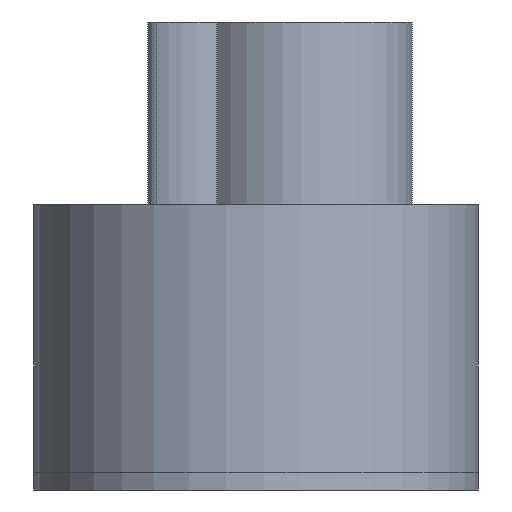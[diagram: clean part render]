
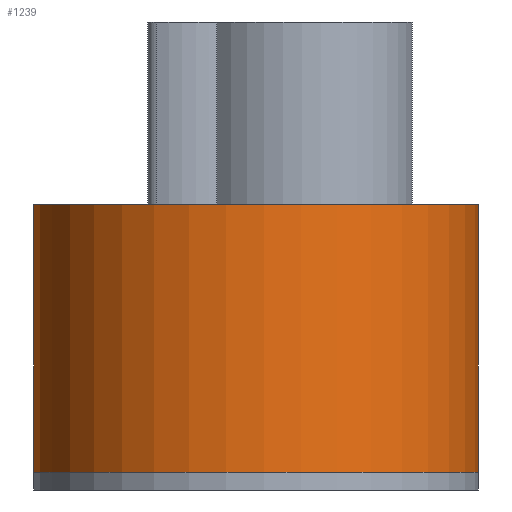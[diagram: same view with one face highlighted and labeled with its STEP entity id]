
A CAD part, front view. The second image highlights one B-rep face of the part: STEP entity #1239.
In plain terms, the highlighted cylindrical face has radius 50 mm (diameter 100 mm), a partial arc.
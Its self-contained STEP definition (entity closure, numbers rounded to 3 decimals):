
#824 = VERTEX_POINT('',#825);
#825 = CARTESIAN_POINT('',(-6.812,-16.445,4.));
#844 = CYLINDRICAL_SURFACE('',#845,50.);
#845 = AXIS2_PLACEMENT_3D('',#846,#847,#848);
#846 = CARTESIAN_POINT('',(15.514,-61.184,0.));
#847 = DIRECTION('',(-0.,-0.,-1.));
#848 = DIRECTION('',(1.,0.,0.));
#873 = CYLINDRICAL_SURFACE('',#874,17.8);
#874 = AXIS2_PLACEMENT_3D('',#875,#876,#877);
#875 = CARTESIAN_POINT('',(0.,0.,4.));
#876 = DIRECTION('',(-0.,-0.,-1.));
#877 = DIRECTION('',(1.,0.,0.));
#973 = EDGE_CURVE('',#824,#974,#976,.T.);
#974 = VERTEX_POINT('',#975);
#975 = CARTESIAN_POINT('',(42.087,-18.83,4.));
#976 = SURFACE_CURVE('',#977,(#982,#989),.PCURVE_S1.);
#977 = CIRCLE('',#978,50.);
#978 = AXIS2_PLACEMENT_3D('',#979,#980,#981);
#979 = CARTESIAN_POINT('',(15.514,-61.184,4.));
#980 = DIRECTION('',(0.,0.,1.));
#981 = DIRECTION('',(1.,0.,0.));
#982 = PCURVE('',#844,#983);
#983 = DEFINITIONAL_REPRESENTATION('',(#984),#988);
#984 = LINE('',#985,#986);
#985 = CARTESIAN_POINT('',(-0.,-4.));
#986 = VECTOR('',#987,1.);
#987 = DIRECTION('',(-1.,0.));
#988 = ( GEOMETRIC_REPRESENTATION_CONTEXT(2) 
PARAMETRIC_REPRESENTATION_CONTEXT() REPRESENTATION_CONTEXT('2D SPACE',''
  ) );
#989 = PCURVE('',#990,#995);
#990 = CYLINDRICAL_SURFACE('',#991,50.);
#991 = AXIS2_PLACEMENT_3D('',#992,#993,#994);
#992 = CARTESIAN_POINT('',(15.514,-61.184,4.));
#993 = DIRECTION('',(-0.,-0.,-1.));
#994 = DIRECTION('',(1.,0.,0.));
#995 = DEFINITIONAL_REPRESENTATION('',(#996),#1000);
#996 = LINE('',#997,#998);
#997 = CARTESIAN_POINT('',(-0.,0.));
#998 = VECTOR('',#999,1.);
#999 = DIRECTION('',(-1.,0.));
#1000 = ( GEOMETRIC_REPRESENTATION_CONTEXT(2) 
PARAMETRIC_REPRESENTATION_CONTEXT() REPRESENTATION_CONTEXT('2D SPACE',''
  ) );
#1090 = CYLINDRICAL_SURFACE('',#1091,25.);
#1091 = AXIS2_PLACEMENT_3D('',#1092,#1093,#1094);
#1092 = CARTESIAN_POINT('',(25.642,0.,4.));
#1093 = DIRECTION('',(-0.,-0.,-1.));
#1094 = DIRECTION('',(1.,0.,0.));
#1134 = EDGE_CURVE('',#824,#1135,#1137,.T.);
#1135 = VERTEX_POINT('',#1136);
#1136 = CARTESIAN_POINT('',(-6.812,-16.445,64.));
#1137 = SURFACE_CURVE('',#1138,(#1142,#1149),.PCURVE_S1.);
#1138 = LINE('',#1139,#1140);
#1139 = CARTESIAN_POINT('',(-6.812,-16.445,4.));
#1140 = VECTOR('',#1141,1.);
#1141 = DIRECTION('',(0.,0.,1.));
#1142 = PCURVE('',#873,#1143);
#1143 = DEFINITIONAL_REPRESENTATION('',(#1144),#1148);
#1144 = LINE('',#1145,#1146);
#1145 = CARTESIAN_POINT('',(-4.32,0.));
#1146 = VECTOR('',#1147,1.);
#1147 = DIRECTION('',(-0.,-1.));
#1148 = ( GEOMETRIC_REPRESENTATION_CONTEXT(2) 
PARAMETRIC_REPRESENTATION_CONTEXT() REPRESENTATION_CONTEXT('2D SPACE',''
  ) );
#1149 = PCURVE('',#990,#1150);
#1150 = DEFINITIONAL_REPRESENTATION('',(#1151),#1155);
#1151 = LINE('',#1152,#1153);
#1152 = CARTESIAN_POINT('',(-2.034,0.));
#1153 = VECTOR('',#1154,1.);
#1154 = DIRECTION('',(-0.,-1.));
#1155 = ( GEOMETRIC_REPRESENTATION_CONTEXT(2) 
PARAMETRIC_REPRESENTATION_CONTEXT() REPRESENTATION_CONTEXT('2D SPACE',''
  ) );
#1174 = PLANE('',#1175);
#1175 = AXIS2_PLACEMENT_3D('',#1176,#1177,#1178);
#1176 = CARTESIAN_POINT('',(15.116,-66.534,64.));
#1177 = DIRECTION('',(0.,0.,1.));
#1178 = DIRECTION('',(1.,0.,0.));
#1239 = ADVANCED_FACE('',(#1240),#990,.T.);
#1240 = FACE_BOUND('',#1241,.F.);
#1241 = EDGE_LOOP('',(#1242,#1243,#1267,#1288));
#1242 = ORIENTED_EDGE('',*,*,#1134,.T.);
#1243 = ORIENTED_EDGE('',*,*,#1244,.T.);
#1244 = EDGE_CURVE('',#1135,#1245,#1247,.T.);
#1245 = VERTEX_POINT('',#1246);
#1246 = CARTESIAN_POINT('',(42.087,-18.83,64.));
#1247 = SURFACE_CURVE('',#1248,(#1253,#1260),.PCURVE_S1.);
#1248 = CIRCLE('',#1249,50.);
#1249 = AXIS2_PLACEMENT_3D('',#1250,#1251,#1252);
#1250 = CARTESIAN_POINT('',(15.514,-61.184,64.));
#1251 = DIRECTION('',(0.,0.,1.));
#1252 = DIRECTION('',(1.,0.,0.));
#1253 = PCURVE('',#990,#1254);
#1254 = DEFINITIONAL_REPRESENTATION('',(#1255),#1259);
#1255 = LINE('',#1256,#1257);
#1256 = CARTESIAN_POINT('',(-0.,-60.));
#1257 = VECTOR('',#1258,1.);
#1258 = DIRECTION('',(-1.,0.));
#1259 = ( GEOMETRIC_REPRESENTATION_CONTEXT(2) 
PARAMETRIC_REPRESENTATION_CONTEXT() REPRESENTATION_CONTEXT('2D SPACE',''
  ) );
#1260 = PCURVE('',#1174,#1261);
#1261 = DEFINITIONAL_REPRESENTATION('',(#1262),#1266);
#1262 = CIRCLE('',#1263,50.);
#1263 = AXIS2_PLACEMENT_2D('',#1264,#1265);
#1264 = CARTESIAN_POINT('',(0.398,5.35));
#1265 = DIRECTION('',(1.,0.));
#1266 = ( GEOMETRIC_REPRESENTATION_CONTEXT(2) 
PARAMETRIC_REPRESENTATION_CONTEXT() REPRESENTATION_CONTEXT('2D SPACE',''
  ) );
#1267 = ORIENTED_EDGE('',*,*,#1268,.F.);
#1268 = EDGE_CURVE('',#974,#1245,#1269,.T.);
#1269 = SURFACE_CURVE('',#1270,(#1274,#1281),.PCURVE_S1.);
#1270 = LINE('',#1271,#1272);
#1271 = CARTESIAN_POINT('',(42.087,-18.83,4.));
#1272 = VECTOR('',#1273,1.);
#1273 = DIRECTION('',(0.,0.,1.));
#1274 = PCURVE('',#990,#1275);
#1275 = DEFINITIONAL_REPRESENTATION('',(#1276),#1280);
#1276 = LINE('',#1277,#1278);
#1277 = CARTESIAN_POINT('',(-7.294,0.));
#1278 = VECTOR('',#1279,1.);
#1279 = DIRECTION('',(-0.,-1.));
#1280 = ( GEOMETRIC_REPRESENTATION_CONTEXT(2) 
PARAMETRIC_REPRESENTATION_CONTEXT() REPRESENTATION_CONTEXT('2D SPACE',''
  ) );
#1281 = PCURVE('',#1090,#1282);
#1282 = DEFINITIONAL_REPRESENTATION('',(#1283),#1287);
#1283 = LINE('',#1284,#1285);
#1284 = CARTESIAN_POINT('',(-5.43,0.));
#1285 = VECTOR('',#1286,1.);
#1286 = DIRECTION('',(-0.,-1.));
#1287 = ( GEOMETRIC_REPRESENTATION_CONTEXT(2) 
PARAMETRIC_REPRESENTATION_CONTEXT() REPRESENTATION_CONTEXT('2D SPACE',''
  ) );
#1288 = ORIENTED_EDGE('',*,*,#973,.F.);
